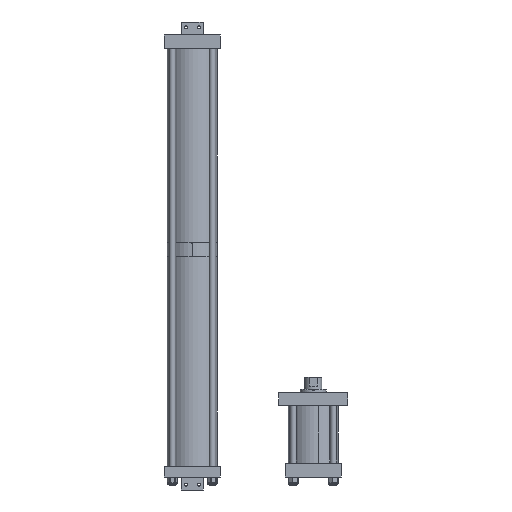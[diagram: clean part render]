
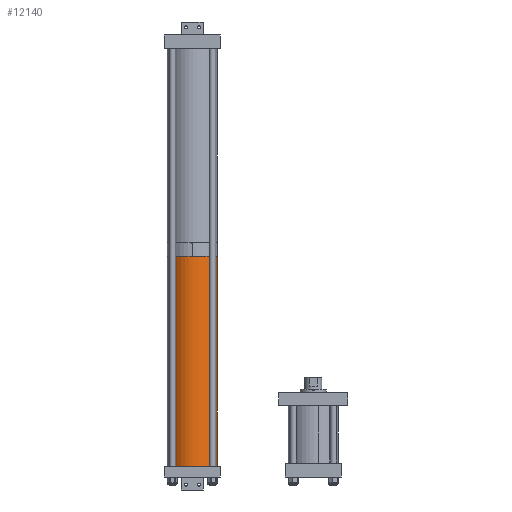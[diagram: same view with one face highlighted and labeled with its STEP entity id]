
A CAD part, front view. The second image highlights one B-rep face of the part: STEP entity #12140.
In plain terms, the highlighted cylindrical face has radius 73.025 mm (diameter 146.05 mm), a partial arc.
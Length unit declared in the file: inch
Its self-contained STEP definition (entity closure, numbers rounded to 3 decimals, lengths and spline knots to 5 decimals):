
#52 = EDGE_CURVE ( 'NONE', #13502, #1251, #12507, .T. ) ;
#322 = ORIENTED_EDGE ( 'NONE', *, *, #3103, .F. ) ;
#442 = CARTESIAN_POINT ( 'NONE',  ( 24.222, 0., 0. ) ) ;
#894 = CARTESIAN_POINT ( 'NONE',  ( 0., 0., -2.875 ) ) ;
#931 = CIRCLE ( 'NONE', #13855, 2.875 ) ;
#951 = CARTESIAN_POINT ( 'NONE',  ( 0., 0., 2.875 ) ) ;
#1090 = DIRECTION ( 'NONE',  ( 1., 0., 0. ) ) ;
#1251 = VERTEX_POINT ( 'NONE', #951 ) ;
#1308 = VERTEX_POINT ( 'NONE', #894 ) ;
#2061 = VECTOR ( 'NONE', #14526, 39.37008 ) ;
#2431 = DIRECTION ( 'NONE',  ( 0., 0., -1. ) ) ;
#2501 = DIRECTION ( 'NONE',  ( 0., 0., 1. ) ) ;
#3103 = EDGE_CURVE ( 'NONE', #7451, #13502, #931, .T. ) ;
#3292 = ORIENTED_EDGE ( 'NONE', *, *, #13925, .T. ) ;
#3666 = CARTESIAN_POINT ( 'NONE',  ( 24.222, 0., 2.875 ) ) ;
#3932 = LINE ( 'NONE', #12764, #2061 ) ;
#4079 = AXIS2_PLACEMENT_3D ( 'NONE', #442, #9359, #2501 ) ;
#4859 = DIRECTION ( 'NONE',  ( 1., 0., 0. ) ) ;
#5684 = CARTESIAN_POINT ( 'NONE',  ( 24.222, 0., 2.875 ) ) ;
#6053 = FACE_OUTER_BOUND ( 'NONE', #10759, .T. ) ;
#6061 = VECTOR ( 'NONE', #14533, 39.37008 ) ;
#6541 = ORIENTED_EDGE ( 'NONE', *, *, #10779, .T. ) ;
#7333 = CYLINDRICAL_SURFACE ( 'NONE', #4079, 2.875 ) ;
#7451 = VERTEX_POINT ( 'NONE', #10109 ) ;
#7969 = CARTESIAN_POINT ( 'NONE',  ( 24.222, 0., 0. ) ) ;
#9359 = DIRECTION ( 'NONE',  ( -1., 0., 0. ) ) ;
#9989 = DIRECTION ( 'NONE',  ( 0., 0., -1. ) ) ;
#10070 = AXIS2_PLACEMENT_3D ( 'NONE', #13698, #4859, #2431 ) ;
#10109 = CARTESIAN_POINT ( 'NONE',  ( 24.222, 0., -2.875 ) ) ;
#10759 = EDGE_LOOP ( 'NONE', ( #322, #6541, #3292, #15275 ) ) ;
#10779 = EDGE_CURVE ( 'NONE', #7451, #1308, #3932, .T. ) ;
#12140 = ADVANCED_FACE ( 'NONE', ( #6053 ), #7333, .T. ) ;
#12507 = LINE ( 'NONE', #5684, #6061 ) ;
#12764 = CARTESIAN_POINT ( 'NONE',  ( 24.222, 0., -2.875 ) ) ;
#12853 = CIRCLE ( 'NONE', #10070, 2.875 ) ;
#13502 = VERTEX_POINT ( 'NONE', #3666 ) ;
#13698 = CARTESIAN_POINT ( 'NONE',  ( 0., 0., 0. ) ) ;
#13855 = AXIS2_PLACEMENT_3D ( 'NONE', #7969, #1090, #9989 ) ;
#13925 = EDGE_CURVE ( 'NONE', #1308, #1251, #12853, .T. ) ;
#14526 = DIRECTION ( 'NONE',  ( -1., 0., 0. ) ) ;
#14533 = DIRECTION ( 'NONE',  ( -1., 0., 0. ) ) ;
#15275 = ORIENTED_EDGE ( 'NONE', *, *, #52, .F. ) ;
